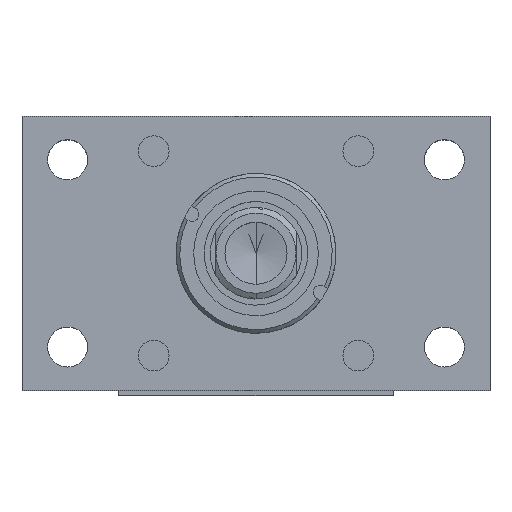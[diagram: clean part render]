
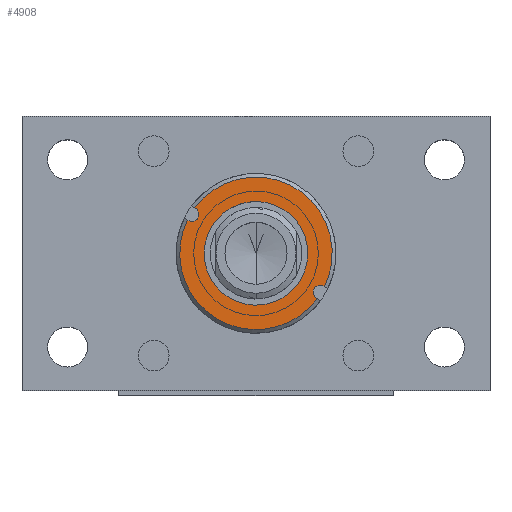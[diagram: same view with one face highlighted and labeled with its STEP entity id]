
A CAD part, top view. The second image highlights one B-rep face of the part: STEP entity #4908.
In plain terms, the highlighted planar face has unit normal (0, 0, 1).
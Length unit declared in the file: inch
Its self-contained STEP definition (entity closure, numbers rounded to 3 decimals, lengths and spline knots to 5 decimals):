
#104 = VECTOR ( 'NONE', #885, 39.37008 ) ;
#169 = VERTEX_POINT ( 'NONE', #2681 ) ;
#271 = AXIS2_PLACEMENT_3D ( 'NONE', #835, #4348, #3672 ) ;
#354 = VECTOR ( 'NONE', #2307, 39.37008 ) ;
#437 = VERTEX_POINT ( 'NONE', #1600 ) ;
#446 = FACE_OUTER_BOUND ( 'NONE', #5098, .T. ) ;
#463 = DIRECTION ( 'NONE',  ( 0., 0., 1. ) ) ;
#557 = CIRCLE ( 'NONE', #5741, 0.078 ) ;
#571 = VERTEX_POINT ( 'NONE', #3274 ) ;
#596 = ORIENTED_EDGE ( 'NONE', *, *, #870, .T. ) ;
#669 = DIRECTION ( 'NONE',  ( 0., 0., -1. ) ) ;
#809 = DIRECTION ( 'NONE',  ( 1., 0., 0. ) ) ;
#835 = CARTESIAN_POINT ( 'NONE',  ( 19.41758, 30.63592, -2.69734 ) ) ;
#844 = EDGE_CURVE ( 'NONE', #437, #6161, #5164, .T. ) ;
#870 = EDGE_CURVE ( 'NONE', #571, #6569, #1458, .T. ) ;
#885 = DIRECTION ( 'NONE',  ( 0., -1., 0. ) ) ;
#1030 = EDGE_CURVE ( 'NONE', #169, #5825, #2562, .T. ) ;
#1205 = CARTESIAN_POINT ( 'NONE',  ( 19.33958, 31.20342, -2.69734 ) ) ;
#1228 = EDGE_CURVE ( 'NONE', #1988, #6191, #3310, .T. ) ;
#1285 = LINE ( 'NONE', #5196, #2835 ) ;
#1288 = CARTESIAN_POINT ( 'NONE',  ( 19.41758, 31.45966, -2.69734 ) ) ;
#1348 = DIRECTION ( 'NONE',  ( -1., 0., 0. ) ) ;
#1458 = CIRCLE ( 'NONE', #2062, 0.835 ) ;
#1464 = CARTESIAN_POINT ( 'NONE',  ( 19.33958, 29.80457, -2.69734 ) ) ;
#1600 = CARTESIAN_POINT ( 'NONE',  ( 19.33958, 31.46727, -2.69734 ) ) ;
#1725 = VERTEX_POINT ( 'NONE', #8752 ) ;
#1922 = ORIENTED_EDGE ( 'NONE', *, *, #3601, .F. ) ;
#1941 = CARTESIAN_POINT ( 'NONE',  ( 19.98508, 30.63592, -2.69734 ) ) ;
#1988 = VERTEX_POINT ( 'NONE', #1464 ) ;
#2062 = AXIS2_PLACEMENT_3D ( 'NONE', #2367, #4435, #6497 ) ;
#2137 = ORIENTED_EDGE ( 'NONE', *, *, #3499, .T. ) ;
#2179 = ORIENTED_EDGE ( 'NONE', *, *, #844, .F. ) ;
#2307 = DIRECTION ( 'NONE',  ( 0., -1., 0. ) ) ;
#2320 = EDGE_LOOP ( 'NONE', ( #1922, #8353 ) ) ;
#2367 = CARTESIAN_POINT ( 'NONE',  ( 19.41758, 30.63592, -2.69734 ) ) ;
#2485 = CARTESIAN_POINT ( 'NONE',  ( 19.41758, 30.63592, -2.69734 ) ) ;
#2562 = CIRCLE ( 'NONE', #8853, 0.5675 ) ;
#2681 = CARTESIAN_POINT ( 'NONE',  ( 18.85008, 30.63592, -2.69734 ) ) ;
#2716 = CARTESIAN_POINT ( 'NONE',  ( 19.49558, 31.46727, -2.69734 ) ) ;
#2728 = DIRECTION ( 'NONE',  ( -1., 0., 0. ) ) ;
#2739 = DIRECTION ( 'NONE',  ( -1., 0., 0. ) ) ;
#2824 = EDGE_CURVE ( 'NONE', #7831, #1988, #6626, .T. ) ;
#2835 = VECTOR ( 'NONE', #7170, 39.37008 ) ;
#2938 = VERTEX_POINT ( 'NONE', #3673 ) ;
#3181 = CIRCLE ( 'NONE', #271, 0.835 ) ;
#3274 = CARTESIAN_POINT ( 'NONE',  ( 19.49558, 29.80457, -2.69734 ) ) ;
#3310 = LINE ( 'NONE', #1205, #5784 ) ;
#3499 = EDGE_CURVE ( 'NONE', #6569, #1725, #3809, .T. ) ;
#3601 = EDGE_CURVE ( 'NONE', #5825, #169, #6616, .T. ) ;
#3640 = CARTESIAN_POINT ( 'NONE',  ( 19.33958, 31.45966, -2.69734 ) ) ;
#3672 = DIRECTION ( 'NONE',  ( 1., 0., 0. ) ) ;
#3673 = CARTESIAN_POINT ( 'NONE',  ( 19.49558, 29.81218, -2.69734 ) ) ;
#3809 = LINE ( 'NONE', #8464, #104 ) ;
#4146 = DIRECTION ( 'NONE',  ( 0., 0., -1. ) ) ;
#4284 = CARTESIAN_POINT ( 'NONE',  ( 19.41758, 30.63592, -2.69734 ) ) ;
#4348 = DIRECTION ( 'NONE',  ( 0., 0., 1. ) ) ;
#4435 = DIRECTION ( 'NONE',  ( 0., 0., 1. ) ) ;
#4470 = EDGE_CURVE ( 'NONE', #6191, #2938, #8773, .T. ) ;
#4544 = ORIENTED_EDGE ( 'NONE', *, *, #1228, .T. ) ;
#4908 = ADVANCED_FACE ( 'NONE', ( #8662, #446 ), #6699, .F. ) ;
#5097 = AXIS2_PLACEMENT_3D ( 'NONE', #4284, #8409, #809 ) ;
#5098 = EDGE_LOOP ( 'NONE', ( #6599, #596, #2137, #6933, #2179, #7777, #6981, #4544, #5105 ) ) ;
#5104 = CARTESIAN_POINT ( 'NONE',  ( 19.33958, 31.20342, -2.69734 ) ) ;
#5105 = ORIENTED_EDGE ( 'NONE', *, *, #4470, .T. ) ;
#5164 = LINE ( 'NONE', #5104, #354 ) ;
#5196 = CARTESIAN_POINT ( 'NONE',  ( 19.49558, 31.20342, -2.69734 ) ) ;
#5344 = DIRECTION ( 'NONE',  ( 1., 0., 0. ) ) ;
#5351 = EDGE_CURVE ( 'NONE', #1725, #6161, #557, .T. ) ;
#5521 = AXIS2_PLACEMENT_3D ( 'NONE', #6839, #7483, #2728 ) ;
#5741 = AXIS2_PLACEMENT_3D ( 'NONE', #1288, #4146, #1348 ) ;
#5784 = VECTOR ( 'NONE', #6047, 39.37008 ) ;
#5825 = VERTEX_POINT ( 'NONE', #1941 ) ;
#5964 = AXIS2_PLACEMENT_3D ( 'NONE', #8939, #669, #2739 ) ;
#6047 = DIRECTION ( 'NONE',  ( 0., 1., 0. ) ) ;
#6096 = EDGE_CURVE ( 'NONE', #437, #7831, #3181, .T. ) ;
#6161 = VERTEX_POINT ( 'NONE', #3640 ) ;
#6191 = VERTEX_POINT ( 'NONE', #8524 ) ;
#6497 = DIRECTION ( 'NONE',  ( 1., 0., 0. ) ) ;
#6569 = VERTEX_POINT ( 'NONE', #2716 ) ;
#6599 = ORIENTED_EDGE ( 'NONE', *, *, #8132, .F. ) ;
#6616 = CIRCLE ( 'NONE', #8697, 0.5675 ) ;
#6626 = CIRCLE ( 'NONE', #5097, 0.835 ) ;
#6699 = PLANE ( 'NONE',  #5964 ) ;
#6839 = CARTESIAN_POINT ( 'NONE',  ( 19.41758, 29.81218, -2.69734 ) ) ;
#6933 = ORIENTED_EDGE ( 'NONE', *, *, #5351, .T. ) ;
#6981 = ORIENTED_EDGE ( 'NONE', *, *, #2824, .T. ) ;
#7170 = DIRECTION ( 'NONE',  ( 0., 1., 0. ) ) ;
#7259 = DIRECTION ( 'NONE',  ( 1., 0., 0. ) ) ;
#7387 = CARTESIAN_POINT ( 'NONE',  ( 18.58258, 30.63592, -2.69734 ) ) ;
#7483 = DIRECTION ( 'NONE',  ( 0., 0., -1. ) ) ;
#7777 = ORIENTED_EDGE ( 'NONE', *, *, #6096, .T. ) ;
#7831 = VERTEX_POINT ( 'NONE', #7387 ) ;
#7975 = DIRECTION ( 'NONE',  ( 0., 0., 1. ) ) ;
#7980 = CARTESIAN_POINT ( 'NONE',  ( 19.41758, 30.63592, -2.69734 ) ) ;
#8132 = EDGE_CURVE ( 'NONE', #571, #2938, #1285, .T. ) ;
#8353 = ORIENTED_EDGE ( 'NONE', *, *, #1030, .F. ) ;
#8409 = DIRECTION ( 'NONE',  ( 0., 0., 1. ) ) ;
#8464 = CARTESIAN_POINT ( 'NONE',  ( 19.49558, 31.20342, -2.69734 ) ) ;
#8524 = CARTESIAN_POINT ( 'NONE',  ( 19.33958, 29.81218, -2.69734 ) ) ;
#8662 = FACE_BOUND ( 'NONE', #2320, .T. ) ;
#8697 = AXIS2_PLACEMENT_3D ( 'NONE', #2485, #7975, #7259 ) ;
#8752 = CARTESIAN_POINT ( 'NONE',  ( 19.49558, 31.45966, -2.69734 ) ) ;
#8773 = CIRCLE ( 'NONE', #5521, 0.078 ) ;
#8853 = AXIS2_PLACEMENT_3D ( 'NONE', #7980, #463, #5344 ) ;
#8939 = CARTESIAN_POINT ( 'NONE',  ( 19.41758, 31.20342, -2.69734 ) ) ;
